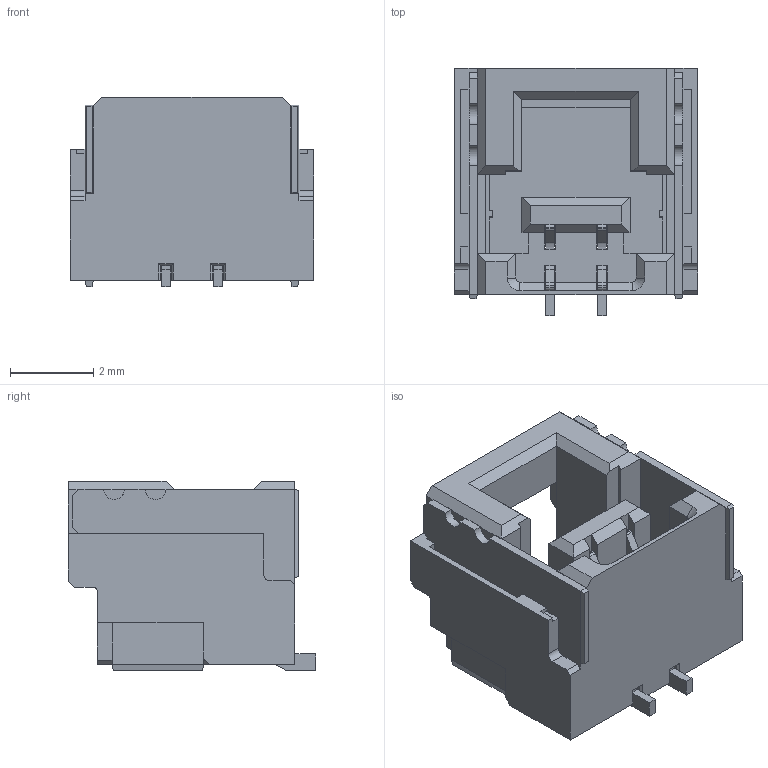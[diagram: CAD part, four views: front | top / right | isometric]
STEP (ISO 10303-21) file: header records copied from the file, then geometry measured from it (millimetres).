
FILE_DESCRIPTION((''),'2;1');
FILE_NAME('5023820270','2008-06-27T',('gga'),(''),'PRO/ENGINEER BY PARAMETRIC TECHNOLOGY CORPORATION, 2003451','PRO/ENGINEER BY PARAMETRIC TECHNOLOGY CORPORATION, 2003451','');
FILE_SCHEMA(('CONFIG_CONTROL_DESIGN'));
Length unit declared in the file: millimetre
Products named in the file (1): 5023820270
Bounding box: 5.85 x 5.95 x 4.55 mm (x, y, z)
Volume: 70.4 mm3; surface area: 273.3 mm2
Topology: 1 solids, 1 shells, 272 faces, 802 edges, 518 vertices
Faces by surface type: plane 240, cylinder 30, cone 2
Entity records: 8923 total; most frequent: CARTESIAN_POINT 1577, ORIENTED_EDGE 1572, DIRECTION 1418, EDGE_CURVE 786, VECTOR 732, LINE 732, VERTEX_POINT 502, AXIS2_PLACEMENT_3D 343
